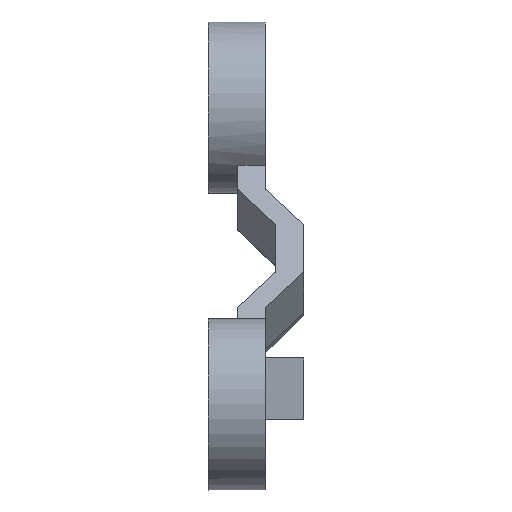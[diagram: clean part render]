
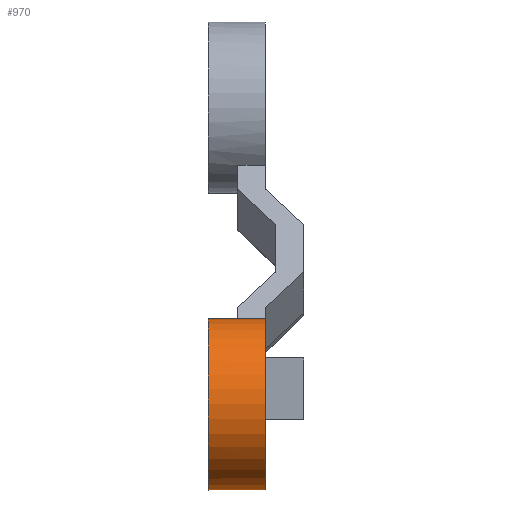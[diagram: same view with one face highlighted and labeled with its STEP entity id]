
A CAD part, left-side view. The second image highlights one B-rep face of the part: STEP entity #970.
In plain terms, the highlighted cylindrical face has radius 13.5 mm (diameter 27 mm), a full revolution.
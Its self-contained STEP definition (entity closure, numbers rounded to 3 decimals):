
#95=FACE_OUTER_BOUND('',#153,.T.);
#153=EDGE_LOOP('',(#776,#777,#778,#779,#780,#781,#782,#783));
#241=LINE('',#1532,#347);
#242=LINE('',#1536,#348);
#243=LINE('',#1540,#349);
#347=VECTOR('',#1255,13.5);
#348=VECTOR('',#1258,10.);
#349=VECTOR('',#1261,10.);
#415=CIRCLE('',#1057,13.5);
#416=CIRCLE('',#1058,13.5);
#417=CIRCLE('',#1059,13.5);
#418=CIRCLE('',#1060,13.5);
#483=VERTEX_POINT('',#1529);
#484=VERTEX_POINT('',#1531);
#485=VERTEX_POINT('',#1533);
#486=VERTEX_POINT('',#1535);
#487=VERTEX_POINT('',#1537);
#488=VERTEX_POINT('',#1539);
#600=EDGE_CURVE('',#483,#483,#415,.T.);
#601=EDGE_CURVE('',#483,#484,#241,.T.);
#602=EDGE_CURVE('',#484,#485,#416,.T.);
#603=EDGE_CURVE('',#485,#486,#242,.T.);
#604=EDGE_CURVE('',#487,#486,#417,.T.);
#605=EDGE_CURVE('',#488,#487,#243,.T.);
#606=EDGE_CURVE('',#488,#484,#418,.T.);
#776=ORIENTED_EDGE('',*,*,#600,.F.);
#777=ORIENTED_EDGE('',*,*,#601,.T.);
#778=ORIENTED_EDGE('',*,*,#602,.T.);
#779=ORIENTED_EDGE('',*,*,#603,.T.);
#780=ORIENTED_EDGE('',*,*,#604,.F.);
#781=ORIENTED_EDGE('',*,*,#605,.F.);
#782=ORIENTED_EDGE('',*,*,#606,.T.);
#783=ORIENTED_EDGE('',*,*,#601,.F.);
#939=CYLINDRICAL_SURFACE('',#1056,13.5);
#970=ADVANCED_FACE('',(#95),#939,.T.);
#1056=AXIS2_PLACEMENT_3D('',#1528,#1251,#1252);
#1057=AXIS2_PLACEMENT_3D('',#1530,#1253,#1254);
#1058=AXIS2_PLACEMENT_3D('',#1534,#1256,#1257);
#1059=AXIS2_PLACEMENT_3D('',#1538,#1259,#1260);
#1060=AXIS2_PLACEMENT_3D('',#1541,#1262,#1263);
#1251=DIRECTION('center_axis',(0.,1.,0.));
#1252=DIRECTION('ref_axis',(1.,0.,0.));
#1253=DIRECTION('center_axis',(0.,1.,0.));
#1254=DIRECTION('ref_axis',(1.,0.,0.));
#1255=DIRECTION('',(0.,-1.,0.));
#1256=DIRECTION('center_axis',(0.,1.,0.));
#1257=DIRECTION('ref_axis',(1.,0.,0.));
#1258=DIRECTION('',(0.,1.,0.));
#1259=DIRECTION('center_axis',(0.,-1.,0.));
#1260=DIRECTION('ref_axis',(1.,0.,0.));
#1261=DIRECTION('',(0.,1.,0.));
#1262=DIRECTION('center_axis',(0.,1.,0.));
#1263=DIRECTION('ref_axis',(1.,0.,0.));
#1528=CARTESIAN_POINT('Origin',(0.,0.,0.));
#1529=CARTESIAN_POINT('',(-13.5,9.,0.));
#1530=CARTESIAN_POINT('Origin',(0.,9.,0.));
#1531=CARTESIAN_POINT('',(-13.5,0.,0.));
#1532=CARTESIAN_POINT('',(-13.5,0.,0.));
#1533=CARTESIAN_POINT('',(6.626,0.,11.762));
#1534=CARTESIAN_POINT('Origin',(0.,0.,0.));
#1535=CARTESIAN_POINT('',(6.626,4.3,11.762));
#1536=CARTESIAN_POINT('',(6.626,0.,11.762));
#1537=CARTESIAN_POINT('',(13.284,4.3,-2.407));
#1538=CARTESIAN_POINT('Origin',(0.,4.3,0.));
#1539=CARTESIAN_POINT('',(13.284,0.,-2.407));
#1540=CARTESIAN_POINT('',(13.284,0.,-2.407));
#1541=CARTESIAN_POINT('Origin',(0.,0.,0.));
